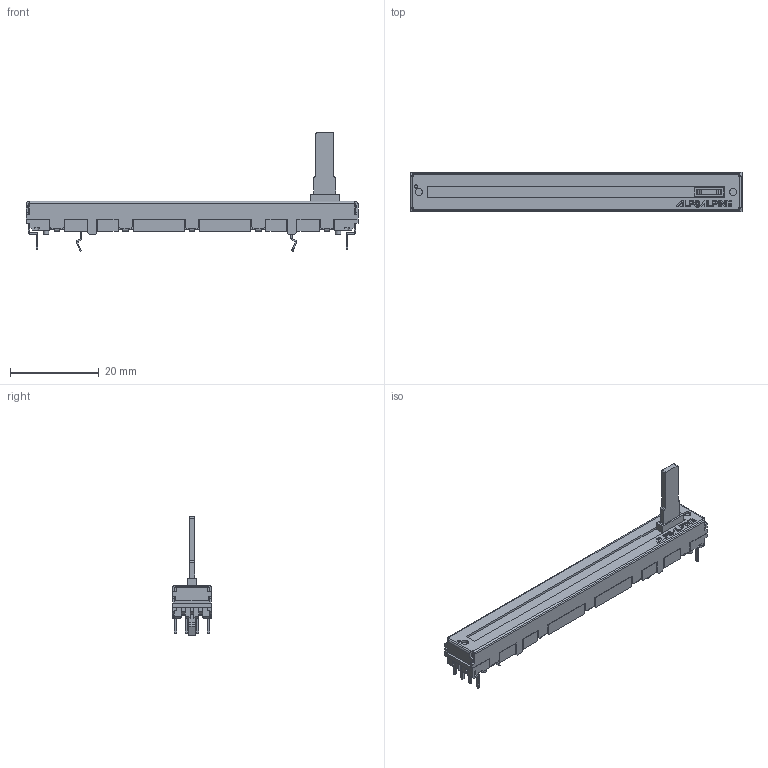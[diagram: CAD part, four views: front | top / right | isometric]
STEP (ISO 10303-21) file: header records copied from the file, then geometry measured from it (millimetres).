
FILE_DESCRIPTION (( 'STEP AP214' ), '1' );
FILE_NAME ('RS6011SP6003.STEP', '2024-08-10T01:42:50', ( '' ), ( '' ), 'SwSTEP 2.0', 'SolidWorks 2022', '' );
FILE_SCHEMA (( 'AUTOMOTIVE_DESIGN' ));
Length unit declared in the file: millimetre
Products named in the file (6): logo^ALPS_-_RS6011SP6003.step; terminal^ALPS_-_RS6011SP6003.step; shell n^ALPS_-_RS6011SP6003.step; RS6011SP6003; body_n^ALPS_-_RS6011SP6003.step; slider.step
Assembly tree (5 placements, depth 2):
  RS6011SP6003
    slider.step
    terminal^ALPS_-_RS6011SP6003.step
    shell n^ALPS_-_RS6011SP6003.step
    body_n^ALPS_-_RS6011SP6003.step
    logo^ALPS_-_RS6011SP6003.step
Bounding box: 75 x 9 x 26.8 mm (x, y, z)
Volume: 4086.7 mm3; surface area: 5852.1 mm2
Topology: 21 solids, 21 shells, 851 faces, 2274 edges, 1452 vertices
Faces by surface type: plane 631, cylinder 180, bspline 32, sphere 8
Entity records: 26878 total; most frequent: CARTESIAN_POINT 5269, ORIENTED_EDGE 4548, DIRECTION 4168, EDGE_CURVE 2274, LINE 1842, VECTOR 1842, VERTEX_POINT 1452, AXIS2_PLACEMENT_3D 1163
